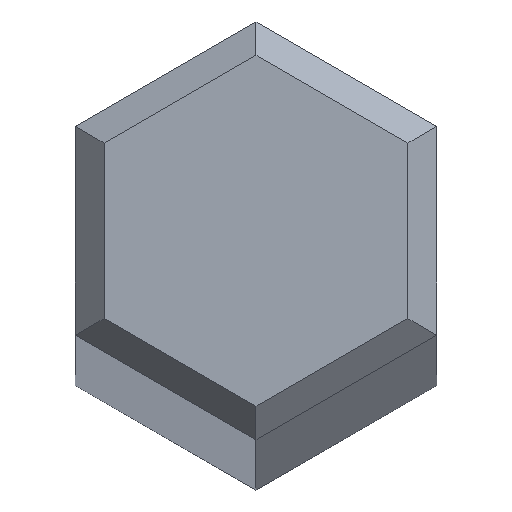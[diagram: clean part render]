
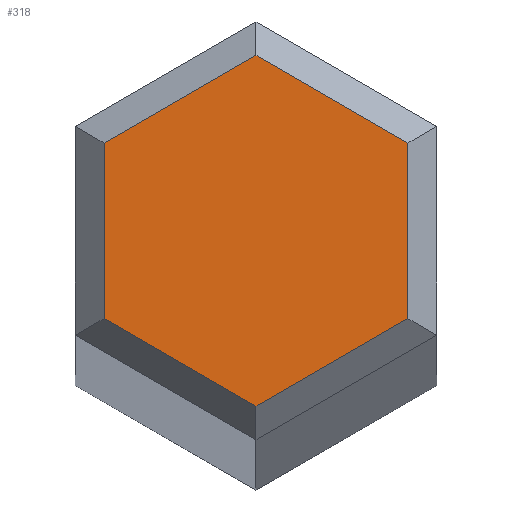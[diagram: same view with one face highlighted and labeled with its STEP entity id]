
A CAD part, top view. The second image highlights one B-rep face of the part: STEP entity #318.
In plain terms, the highlighted planar face has unit normal (0, 0, 1).
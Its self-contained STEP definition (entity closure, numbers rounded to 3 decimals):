
#24=FACE_OUTER_BOUND('',#44,.T.);
#44=EDGE_LOOP('',(#241,#242,#243,#244,#245,#246));
#55=LINE('',#439,#97);
#59=LINE('',#447,#101);
#62=LINE('',#453,#104);
#65=LINE('',#459,#107);
#69=LINE('',#467,#111);
#72=LINE('',#471,#114);
#97=VECTOR('',#355,10.);
#101=VECTOR('',#361,10.);
#104=VECTOR('',#366,10.);
#107=VECTOR('',#371,10.);
#111=VECTOR('',#377,10.);
#114=VECTOR('',#382,10.);
#139=VERTEX_POINT('',#437);
#140=VERTEX_POINT('',#438);
#143=VERTEX_POINT('',#446);
#145=VERTEX_POINT('',#452);
#147=VERTEX_POINT('',#458);
#150=VERTEX_POINT('',#466);
#163=EDGE_CURVE('',#139,#140,#55,.T.);
#167=EDGE_CURVE('',#140,#143,#59,.T.);
#170=EDGE_CURVE('',#143,#145,#62,.T.);
#173=EDGE_CURVE('',#145,#147,#65,.T.);
#177=EDGE_CURVE('',#147,#150,#69,.T.);
#180=EDGE_CURVE('',#150,#139,#72,.T.);
#241=ORIENTED_EDGE('',*,*,#163,.F.);
#242=ORIENTED_EDGE('',*,*,#180,.F.);
#243=ORIENTED_EDGE('',*,*,#177,.F.);
#244=ORIENTED_EDGE('',*,*,#173,.F.);
#245=ORIENTED_EDGE('',*,*,#170,.F.);
#246=ORIENTED_EDGE('',*,*,#167,.F.);
#298=PLANE('',#340);
#318=ADVANCED_FACE('',(#24),#298,.T.);
#340=AXIS2_PLACEMENT_3D('',#486,#396,#397);
#355=DIRECTION('',(0.,1.,0.));
#361=DIRECTION('',(0.866,0.5,0.));
#366=DIRECTION('',(0.866,-0.5,0.));
#371=DIRECTION('',(0.,-1.,0.));
#377=DIRECTION('',(-0.866,-0.5,0.));
#382=DIRECTION('',(-0.866,0.5,0.));
#396=DIRECTION('center_axis',(0.,0.,1.));
#397=DIRECTION('ref_axis',(1.,0.,0.));
#437=CARTESIAN_POINT('',(-2.1,-1.212,355.));
#438=CARTESIAN_POINT('',(-2.1,1.212,355.));
#439=CARTESIAN_POINT('',(-2.1,0.722,355.));
#446=CARTESIAN_POINT('',(0.,2.425,355.));
#447=CARTESIAN_POINT('',(-0.425,2.179,355.));
#452=CARTESIAN_POINT('',(2.1,1.212,355.));
#453=CARTESIAN_POINT('',(1.675,1.458,355.));
#458=CARTESIAN_POINT('',(2.1,-1.212,355.));
#459=CARTESIAN_POINT('',(2.1,-0.722,355.));
#466=CARTESIAN_POINT('',(0.,-2.425,355.));
#467=CARTESIAN_POINT('',(0.425,-2.179,355.));
#471=CARTESIAN_POINT('',(-1.675,-1.458,355.));
#486=CARTESIAN_POINT('Origin',(0.,0.,355.));
